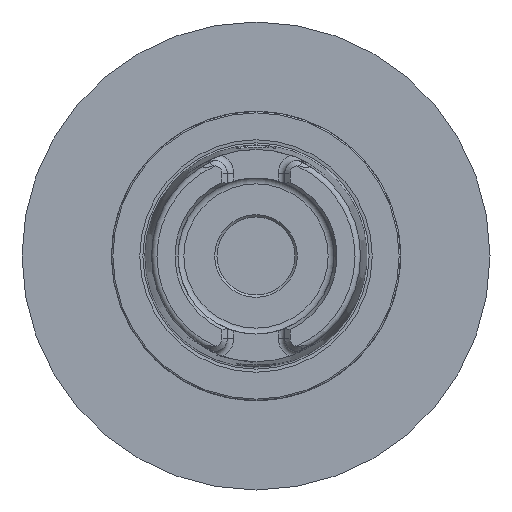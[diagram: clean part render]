
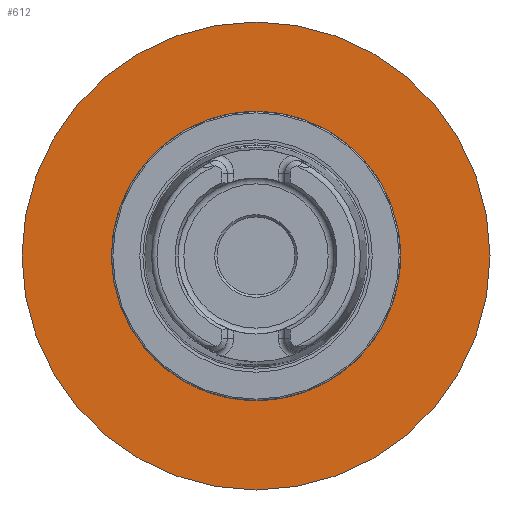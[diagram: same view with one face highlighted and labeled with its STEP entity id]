
A CAD part, left-side view. The second image highlights one B-rep face of the part: STEP entity #612.
In plain terms, the highlighted planar face has unit normal (-1, 0, 0).
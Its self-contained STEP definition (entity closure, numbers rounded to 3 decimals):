
#13 = DIRECTION ( 'NONE',  ( 1., 0., 0. ) ) ;
#336 = AXIS2_PLACEMENT_3D ( 'NONE', #2596, #13, #372 ) ;
#372 = DIRECTION ( 'NONE',  ( 0., -1., 0. ) ) ;
#423 = CARTESIAN_POINT ( 'NONE',  ( 42., 0., 0. ) ) ;
#612 = ADVANCED_FACE ( 'NONE', ( #2584, #3339 ), #3426, .T. ) ;
#871 = CIRCLE ( 'NONE', #1451, 51. ) ;
#960 = EDGE_CURVE ( 'NONE', #2858, #2858, #3883, .T. ) ;
#1207 = DIRECTION ( 'NONE',  ( 0., 1., 0. ) ) ;
#1449 = CARTESIAN_POINT ( 'NONE',  ( 42., 51., 0. ) ) ;
#1451 = AXIS2_PLACEMENT_3D ( 'NONE', #2725, #3101, #1207 ) ;
#1524 = DIRECTION ( 'NONE',  ( 0., -1., 0. ) ) ;
#2240 = EDGE_LOOP ( 'NONE', ( #4448 ) ) ;
#2469 = EDGE_CURVE ( 'NONE', #3433, #3433, #871, .T. ) ;
#2584 = FACE_BOUND ( 'NONE', #2240, .T. ) ;
#2596 = CARTESIAN_POINT ( 'NONE',  ( 42., 0., 0. ) ) ;
#2725 = CARTESIAN_POINT ( 'NONE',  ( 42., 0., 0. ) ) ;
#2858 = VERTEX_POINT ( 'NONE', #2860 ) ;
#2860 = CARTESIAN_POINT ( 'NONE',  ( 42., -27., 0. ) ) ;
#2998 = ORIENTED_EDGE ( 'NONE', *, *, #2469, .F. ) ;
#3101 = DIRECTION ( 'NONE',  ( 1., 0., 0. ) ) ;
#3339 = FACE_OUTER_BOUND ( 'NONE', #4274, .T. ) ;
#3426 = PLANE ( 'NONE',  #4231 ) ;
#3433 = VERTEX_POINT ( 'NONE', #1449 ) ;
#3883 = CIRCLE ( 'NONE', #336, 27. ) ;
#4231 = AXIS2_PLACEMENT_3D ( 'NONE', #423, #4533, #1524 ) ;
#4274 = EDGE_LOOP ( 'NONE', ( #2998 ) ) ;
#4448 = ORIENTED_EDGE ( 'NONE', *, *, #960, .T. ) ;
#4533 = DIRECTION ( 'NONE',  ( -1., 0., 0. ) ) ;
